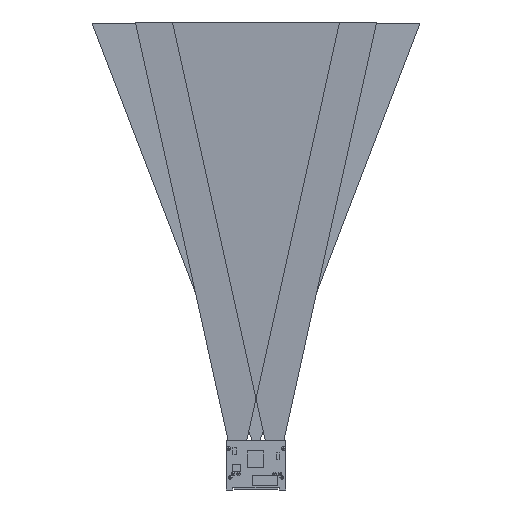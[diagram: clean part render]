
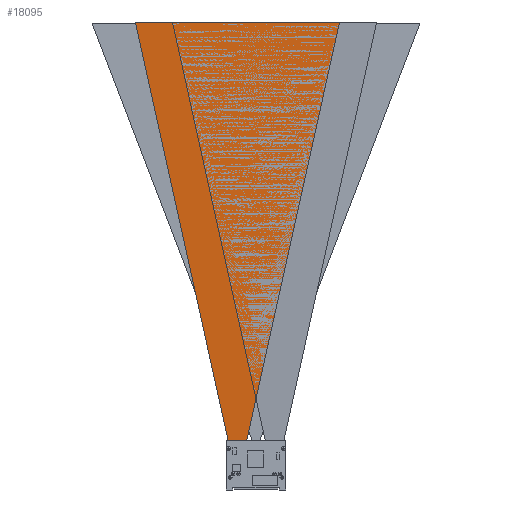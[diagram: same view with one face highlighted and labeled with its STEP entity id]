
A CAD part, front view. The second image highlights one B-rep face of the part: STEP entity #18095.
In plain terms, the highlighted planar face has unit normal (0, -0.998, -0.07).
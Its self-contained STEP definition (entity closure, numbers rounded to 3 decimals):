
#18006=DIRECTION('',(-0.216,0.068,-0.974));
#18007=VECTOR('',#18006,205.333);
#18008=CARTESIAN_POINT('',(39.917,-14.933,200.62));
#18009=LINE('',#18008,#18007);
#18010=DIRECTION('',(-0.216,-0.068,0.974));
#18011=VECTOR('',#18010,205.333);
#18012=CARTESIAN_POINT('',(-13.283,-0.948,
0.62));
#18013=LINE('',#18012,#18011);
#18014=DIRECTION('',(1.,0.,0.));
#18015=VECTOR('',#18014,97.539);
#18016=CARTESIAN_POINT('',(-57.622,-14.933,200.62));
#18017=LINE('',#18016,#18015);
#18026=DIRECTION('',(1.,0.,0.));
#18027=VECTOR('',#18026,8.861);
#18028=CARTESIAN_POINT('',(-13.283,-0.948,
0.62));
#18029=LINE('',#18028,#18027);
#18034=CARTESIAN_POINT('',(39.917,-14.933,200.62));
#18035=CARTESIAN_POINT('',(-4.422,-0.948,
0.62));
#18036=VERTEX_POINT('',#18034);
#18037=VERTEX_POINT('',#18035);
#18038=CARTESIAN_POINT('',(-13.283,-0.948,
0.62));
#18039=CARTESIAN_POINT('',(-57.622,-14.933,200.62));
#18040=VERTEX_POINT('',#18038);
#18041=VERTEX_POINT('',#18039);
#18081=CARTESIAN_POINT('',(-97.85,-14.933,200.62));
#18082=DIRECTION('',(0.,0.998,0.07));
#18083=DIRECTION('',(0.,0.07,-0.998));
#18084=AXIS2_PLACEMENT_3D('',#18081,#18082,#18083);
#18085=PLANE('',#18084);
#18086=ORIENTED_EDGE('',*,*,#18071,.T.);
#18088=ORIENTED_EDGE('',*,*,#18087,.F.);
#18090=ORIENTED_EDGE('',*,*,#18089,.T.);
#18092=ORIENTED_EDGE('',*,*,#18091,.T.);
#18093=EDGE_LOOP('',(#18086,#18088,#18090,#18092));
#18094=FACE_OUTER_BOUND('',#18093,.F.);
#18071=EDGE_CURVE('',#18036,#18037,#18009,.T.);
#18087=EDGE_CURVE('',#18040,#18037,#18029,.T.);
#18089=EDGE_CURVE('',#18040,#18041,#18013,.T.);
#18091=EDGE_CURVE('',#18041,#18036,#18017,.T.);
#18095=ADVANCED_FACE('',(#18094),#18085,.F.);
